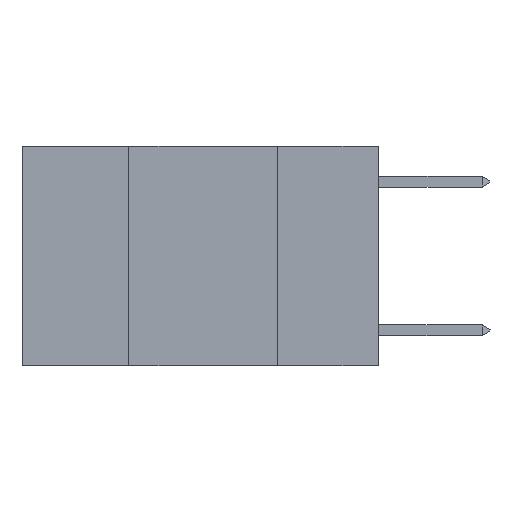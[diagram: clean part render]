
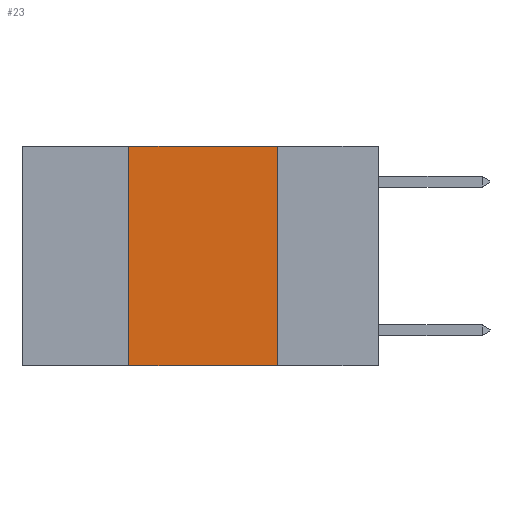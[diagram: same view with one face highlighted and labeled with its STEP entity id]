
A CAD part, left-side view. The second image highlights one B-rep face of the part: STEP entity #23.
In plain terms, the highlighted planar face has unit normal (-1, 0, 0).
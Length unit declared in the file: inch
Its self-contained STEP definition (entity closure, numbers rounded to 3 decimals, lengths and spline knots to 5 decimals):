
#23 = ADVANCED_FACE ( 'NONE', ( #4162 ), #9507, .F. ) ;
#261 = DIRECTION ( 'NONE',  ( 0., 0., 1. ) ) ;
#592 = VECTOR ( 'NONE', #261, 39.37008 ) ;
#1117 = CARTESIAN_POINT ( 'NONE',  ( 0., 0.6, -0.37 ) ) ;
#1154 = DIRECTION ( 'NONE',  ( 0., -1., 0. ) ) ;
#1267 = DIRECTION ( 'NONE',  ( 0., 0., -1. ) ) ;
#2156 = CARTESIAN_POINT ( 'NONE',  ( 0., 0.42, 0. ) ) ;
#2606 = DIRECTION ( 'NONE',  ( 1., 0., 0. ) ) ;
#3024 = DIRECTION ( 'NONE',  ( 0., -1., 0. ) ) ;
#3397 = ORIENTED_EDGE ( 'NONE', *, *, #8320, .F. ) ;
#3924 = EDGE_LOOP ( 'NONE', ( #6982, #3397, #7226, #9401 ) ) ;
#4162 = FACE_OUTER_BOUND ( 'NONE', #3924, .T. ) ;
#5032 = CARTESIAN_POINT ( 'NONE',  ( 0., 0.42, 0. ) ) ;
#5170 = VECTOR ( 'NONE', #5267, 39.37008 ) ;
#5267 = DIRECTION ( 'NONE',  ( 0., 0., -1. ) ) ;
#5292 = CARTESIAN_POINT ( 'NONE',  ( 0., 0.6, 0. ) ) ;
#5319 = CARTESIAN_POINT ( 'NONE',  ( 0., 0.6, 0. ) ) ;
#5516 = CARTESIAN_POINT ( 'NONE',  ( 0., 0.17, 0. ) ) ;
#5745 = VECTOR ( 'NONE', #1154, 39.37008 ) ;
#5858 = VECTOR ( 'NONE', #3024, 39.37008 ) ;
#6068 = EDGE_CURVE ( 'NONE', #7010, #6700, #6598, .T. ) ;
#6598 = LINE ( 'NONE', #5032, #592 ) ;
#6700 = VERTEX_POINT ( 'NONE', #2156 ) ;
#6932 = LINE ( 'NONE', #9681, #5170 ) ;
#6982 = ORIENTED_EDGE ( 'NONE', *, *, #7640, .F. ) ;
#7010 = VERTEX_POINT ( 'NONE', #8006 ) ;
#7226 = ORIENTED_EDGE ( 'NONE', *, *, #6068, .F. ) ;
#7640 = EDGE_CURVE ( 'NONE', #8480, #7979, #6932, .T. ) ;
#7700 = AXIS2_PLACEMENT_3D ( 'NONE', #5292, #2606, #1267 ) ;
#7731 = LINE ( 'NONE', #1117, #5745 ) ;
#7852 = LINE ( 'NONE', #5319, #5858 ) ;
#7979 = VERTEX_POINT ( 'NONE', #8669 ) ;
#8006 = CARTESIAN_POINT ( 'NONE',  ( 0., 0.42, -0.37 ) ) ;
#8090 = EDGE_CURVE ( 'NONE', #7010, #7979, #7731, .T. ) ;
#8320 = EDGE_CURVE ( 'NONE', #6700, #8480, #7852, .T. ) ;
#8480 = VERTEX_POINT ( 'NONE', #5516 ) ;
#8669 = CARTESIAN_POINT ( 'NONE',  ( 0., 0.17, -0.37 ) ) ;
#9401 = ORIENTED_EDGE ( 'NONE', *, *, #8090, .T. ) ;
#9507 = PLANE ( 'NONE',  #7700 ) ;
#9681 = CARTESIAN_POINT ( 'NONE',  ( 0., 0.17, 0. ) ) ;
